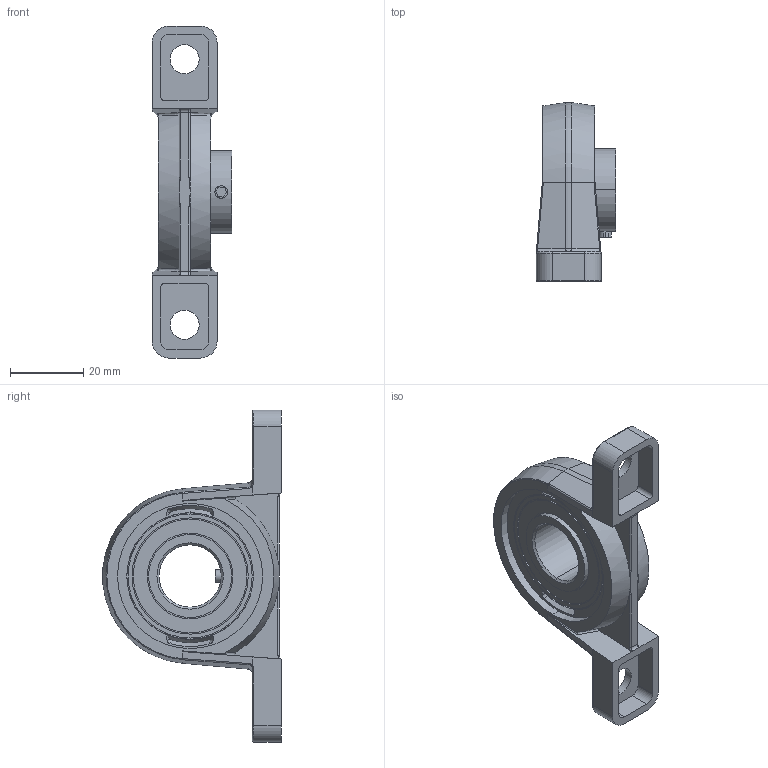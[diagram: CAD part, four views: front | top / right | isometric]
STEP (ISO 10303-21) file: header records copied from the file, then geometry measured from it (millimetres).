
FILE_DESCRIPTION (( 'STEP AP214' ), '1' );
FILE_NAME ('Bearing 2.STEP', '2019-02-19T19:46:44', ( '' ), ( '' ), 'SwSTEP 2.0', 'SolidWorks 2017', '' );
FILE_SCHEMA (( 'AUTOMOTIVE_DESIGN' ));
Length unit declared in the file: millimetre
Products named in the file (1): Bearing 2
Bounding box: 21.76 x 48.95 x 90.89 mm (x, y, z)
Volume: 24031.1 mm3; surface area: 12053.7 mm2
Topology: 1 solids, 1 shells, 193 faces, 470 edges, 292 vertices
Faces by surface type: cylinder 76, plane 66, bspline 20, cone 18, torus 13
Entity records: 6514 total; most frequent: CARTESIAN_POINT 1778, ORIENTED_EDGE 928, DIRECTION 900, EDGE_CURVE 464, AXIS2_PLACEMENT_3D 350, VERTEX_POINT 292, EDGE_LOOP 218, LINE 200
